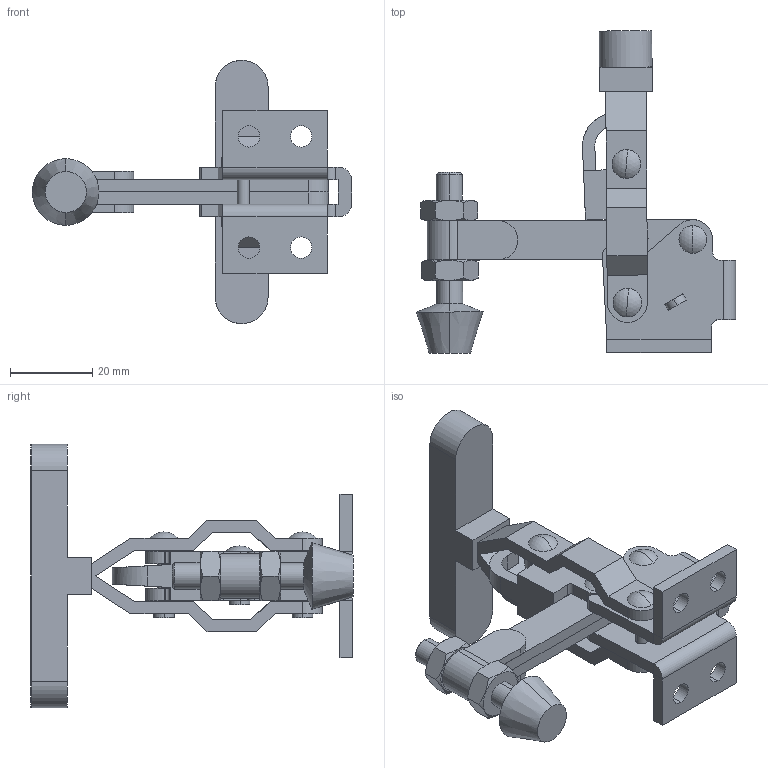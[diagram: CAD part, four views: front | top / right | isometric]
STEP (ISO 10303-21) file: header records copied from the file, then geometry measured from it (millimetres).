
FILE_DESCRIPTION (( 'STEP AP214' ), '1' );
FILE_NAME ('GH-12080(Â²¤Æ)-1.STEP', '2020-03-12T07:18:40', ( 'LinWei' ), ( '' ), 'SwSTEP 2.0', 'SolidWorks 2016', '' );
FILE_SCHEMA (( 'AUTOMOTIVE_DESIGN' ));
Length unit declared in the file: millimetre
Products named in the file (6): Group3^GH-12080(簡化)-1; Group2^GH-12080(簡化)-1; 11206008_00-1^GH-12080(簡化)-1; Group1^GH-12080(簡化)-1; Group5^GH-12080(簡化)-1; GH-12080(簡化)-1
Assembly tree (5 placements, depth 2):
  GH-12080(簡化)-1
    Group5^GH-12080(簡化)-1
    Group1^GH-12080(簡化)-1
    11206008_00-1^GH-12080(簡化)-1
    Group2^GH-12080(簡化)-1
    Group3^GH-12080(簡化)-1
Bounding box: 77.59 x 78.36 x 64 mm (x, y, z)
Volume: 28155.4 mm3; surface area: 19028.6 mm2
Topology: 5 solids, 5 shells, 250 faces, 647 edges, 421 vertices
Faces by surface type: plane 121, cylinder 107, cone 14, sphere 8
Entity records: 8711 total; most frequent: CARTESIAN_POINT 1568, DIRECTION 1361, ORIENTED_EDGE 1294, EDGE_CURVE 647, AXIS2_PLACEMENT_3D 494, VERTEX_POINT 421, LINE 373, VECTOR 373
